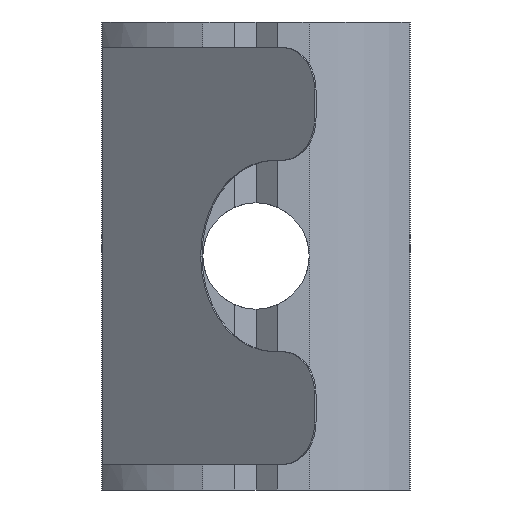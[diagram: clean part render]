
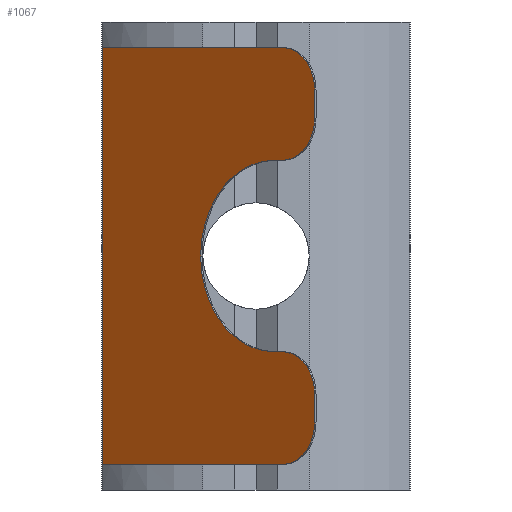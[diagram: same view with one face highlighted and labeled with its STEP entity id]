
A CAD part, front view. The second image highlights one B-rep face of the part: STEP entity #1067.
In plain terms, the highlighted planar face has unit normal (-0.643, -0.766, 0).
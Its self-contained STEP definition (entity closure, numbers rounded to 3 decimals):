
#8 = DIRECTION ( 'NONE',  ( 0., 0., 1. ) ) ;
#13 = CARTESIAN_POINT ( 'NONE',  ( 0.843, -10.249, 0. ) ) ;
#14 = VECTOR ( 'NONE', #767, 1000. ) ;
#32 = ORIENTED_EDGE ( 'NONE', *, *, #1378, .F. ) ;
#60 = VECTOR ( 'NONE', #1192, 1000. ) ;
#91 = EDGE_CURVE ( 'NONE', #567, #368, #1068, .T. ) ;
#98 = CIRCLE ( 'NONE', #313, 4.5 ) ;
#101 = VERTEX_POINT ( 'NONE', #965 ) ;
#118 = EDGE_CURVE ( 'NONE', #620, #1309, #1505, .T. ) ;
#119 = DIRECTION ( 'NONE',  ( 0.766, -0.643, 0. ) ) ;
#130 = DIRECTION ( 'NONE',  ( 0.766, -0.643, 0. ) ) ;
#141 = EDGE_CURVE ( 'NONE', #605, #1224, #192, .T. ) ;
#144 = ORIENTED_EDGE ( 'NONE', *, *, #828, .F. ) ;
#150 = CARTESIAN_POINT ( 'NONE',  ( 1.226, -10.571, -6.5 ) ) ;
#151 = CARTESIAN_POINT ( 'NONE',  ( -7.2, -3.5, -9.8 ) ) ;
#160 = LINE ( 'NONE', #449, #1042 ) ;
#161 = EDGE_LOOP ( 'NONE', ( #859, #874, #601, #1491, #144, #187, #1393, #673, #632, #384, #32, #1379, #694 ) ) ;
#178 = DIRECTION ( 'NONE',  ( -0.766, 0.643, 0. ) ) ;
#187 = ORIENTED_EDGE ( 'NONE', *, *, #1115, .F. ) ;
#192 = CIRCLE ( 'NONE', #1179, 2. ) ;
#207 = VERTEX_POINT ( 'NONE', #1204 ) ;
#213 = VECTOR ( 'NONE', #130, 1000. ) ;
#227 = CARTESIAN_POINT ( 'NONE',  ( -7.2, -3.5, -9.8 ) ) ;
#229 = DIRECTION ( 'NONE',  ( 0.766, -0.643, 0. ) ) ;
#252 = CARTESIAN_POINT ( 'NONE',  ( -2.604, -7.357, 0. ) ) ;
#257 = DIRECTION ( 'NONE',  ( 0.766, -0.643, 0. ) ) ;
#305 = EDGE_CURVE ( 'NONE', #352, #911, #1087, .T. ) ;
#313 = AXIS2_PLACEMENT_3D ( 'NONE', #13, #830, #119 ) ;
#331 = VERTEX_POINT ( 'NONE', #252 ) ;
#347 = CARTESIAN_POINT ( 'NONE',  ( 2.759, -11.856, -9.8 ) ) ;
#352 = VERTEX_POINT ( 'NONE', #875 ) ;
#356 = DIRECTION ( 'NONE',  ( 0., 0., 1. ) ) ;
#368 = VERTEX_POINT ( 'NONE', #1346 ) ;
#384 = ORIENTED_EDGE ( 'NONE', *, *, #1516, .F. ) ;
#408 = CARTESIAN_POINT ( 'NONE',  ( 2.759, -11.856, 7.8 ) ) ;
#414 = CARTESIAN_POINT ( 'NONE',  ( 2.759, -11.856, 6.5 ) ) ;
#445 = CARTESIAN_POINT ( 'NONE',  ( 1.226, -10.571, -4.5 ) ) ;
#449 = CARTESIAN_POINT ( 'NONE',  ( -7.2, -3.5, -9.8 ) ) ;
#453 = DIRECTION ( 'NONE',  ( -0.643, -0.766, 0. ) ) ;
#506 = AXIS2_PLACEMENT_3D ( 'NONE', #151, #630, #1464 ) ;
#526 = EDGE_CURVE ( 'NONE', #1409, #567, #631, .T. ) ;
#562 = VECTOR ( 'NONE', #356, 1000. ) ;
#567 = VERTEX_POINT ( 'NONE', #1245 ) ;
#591 = CARTESIAN_POINT ( 'NONE',  ( 1.226, -10.571, 7.8 ) ) ;
#596 = CARTESIAN_POINT ( 'NONE',  ( 1.226, -10.571, 6.5 ) ) ;
#599 = DIRECTION ( 'NONE',  ( -0.643, -0.766, 0. ) ) ;
#601 = ORIENTED_EDGE ( 'NONE', *, *, #1463, .F. ) ;
#605 = VERTEX_POINT ( 'NONE', #1021 ) ;
#620 = VERTEX_POINT ( 'NONE', #408 ) ;
#630 = DIRECTION ( 'NONE',  ( -0.643, -0.766, 0. ) ) ;
#631 = LINE ( 'NONE', #1369, #14 ) ;
#632 = ORIENTED_EDGE ( 'NONE', *, *, #118, .T. ) ;
#672 = DIRECTION ( 'NONE',  ( 0.766, -0.643, 0. ) ) ;
#673 = ORIENTED_EDGE ( 'NONE', *, *, #1498, .T. ) ;
#678 = LINE ( 'NONE', #347, #60 ) ;
#687 = LINE ( 'NONE', #1078, #1329 ) ;
#694 = ORIENTED_EDGE ( 'NONE', *, *, #91, .T. ) ;
#715 = DIRECTION ( 'NONE',  ( 0.766, -0.643, 0. ) ) ;
#720 = DIRECTION ( 'NONE',  ( 0.766, -0.643, 0. ) ) ;
#725 = CARTESIAN_POINT ( 'NONE',  ( 2.759, -11.856, -9.8 ) ) ;
#763 = AXIS2_PLACEMENT_3D ( 'NONE', #1183, #453, #1303 ) ;
#767 = DIRECTION ( 'NONE',  ( 0.766, -0.643, 0. ) ) ;
#804 = CARTESIAN_POINT ( 'NONE',  ( 1.226, -10.571, 9.8 ) ) ;
#828 = EDGE_CURVE ( 'NONE', #863, #331, #1120, .T. ) ;
#830 = DIRECTION ( 'NONE',  ( -0.643, -0.766, 0. ) ) ;
#859 = ORIENTED_EDGE ( 'NONE', *, *, #1413, .T. ) ;
#863 = VERTEX_POINT ( 'NONE', #1400 ) ;
#874 = ORIENTED_EDGE ( 'NONE', *, *, #305, .T. ) ;
#875 = CARTESIAN_POINT ( 'NONE',  ( 2.759, -11.856, -6.5 ) ) ;
#905 = LINE ( 'NONE', #970, #213 ) ;
#911 = VERTEX_POINT ( 'NONE', #445 ) ;
#965 = CARTESIAN_POINT ( 'NONE',  ( -7.2, -3.5, 9.8 ) ) ;
#970 = CARTESIAN_POINT ( 'NONE',  ( -7.2, -3.5, 9.8 ) ) ;
#989 = DIRECTION ( 'NONE',  ( -0.643, -0.766, 0. ) ) ;
#1021 = CARTESIAN_POINT ( 'NONE',  ( 1.226, -10.571, 4.5 ) ) ;
#1027 = CARTESIAN_POINT ( 'NONE',  ( -7.2, -3.5, 4.5 ) ) ;
#1042 = VECTOR ( 'NONE', #8, 1000. ) ;
#1064 = VECTOR ( 'NONE', #178, 1000. ) ;
#1067 = ADVANCED_FACE ( 'NONE', ( #1304 ), #1233, .T. ) ;
#1068 = CIRCLE ( 'NONE', #1219, 2. ) ;
#1078 = CARTESIAN_POINT ( 'NONE',  ( -7.2, -3.5, -4.5 ) ) ;
#1087 = CIRCLE ( 'NONE', #1105, 2. ) ;
#1105 = AXIS2_PLACEMENT_3D ( 'NONE', #150, #989, #257 ) ;
#1115 = EDGE_CURVE ( 'NONE', #605, #863, #1342, .T. ) ;
#1120 = CIRCLE ( 'NONE', #763, 4.5 ) ;
#1179 = AXIS2_PLACEMENT_3D ( 'NONE', #596, #1436, #720 ) ;
#1183 = CARTESIAN_POINT ( 'NONE',  ( 0.843, -10.249, 0. ) ) ;
#1192 = DIRECTION ( 'NONE',  ( 0., 0., 1. ) ) ;
#1204 = CARTESIAN_POINT ( 'NONE',  ( 0.843, -10.249, -4.5 ) ) ;
#1218 = LINE ( 'NONE', #725, #562 ) ;
#1219 = AXIS2_PLACEMENT_3D ( 'NONE', #1319, #599, #672 ) ;
#1224 = VERTEX_POINT ( 'NONE', #414 ) ;
#1233 = PLANE ( 'NONE',  #506 ) ;
#1245 = CARTESIAN_POINT ( 'NONE',  ( 1.226, -10.571, -9.8 ) ) ;
#1303 = DIRECTION ( 'NONE',  ( 0.766, -0.643, 0. ) ) ;
#1304 = FACE_OUTER_BOUND ( 'NONE', #161, .T. ) ;
#1309 = VERTEX_POINT ( 'NONE', #804 ) ;
#1319 = CARTESIAN_POINT ( 'NONE',  ( 1.226, -10.571, -7.8 ) ) ;
#1329 = VECTOR ( 'NONE', #229, 1000. ) ;
#1342 = LINE ( 'NONE', #1027, #1064 ) ;
#1346 = CARTESIAN_POINT ( 'NONE',  ( 2.759, -11.856, -7.8 ) ) ;
#1352 = AXIS2_PLACEMENT_3D ( 'NONE', #591, #1429, #715 ) ;
#1369 = CARTESIAN_POINT ( 'NONE',  ( -7.2, -3.5, -9.8 ) ) ;
#1378 = EDGE_CURVE ( 'NONE', #1409, #101, #160, .T. ) ;
#1379 = ORIENTED_EDGE ( 'NONE', *, *, #526, .T. ) ;
#1393 = ORIENTED_EDGE ( 'NONE', *, *, #141, .T. ) ;
#1400 = CARTESIAN_POINT ( 'NONE',  ( 0.843, -10.249, 4.5 ) ) ;
#1409 = VERTEX_POINT ( 'NONE', #227 ) ;
#1413 = EDGE_CURVE ( 'NONE', #368, #352, #678, .T. ) ;
#1429 = DIRECTION ( 'NONE',  ( -0.643, -0.766, 0. ) ) ;
#1436 = DIRECTION ( 'NONE',  ( -0.643, -0.766, 0. ) ) ;
#1443 = EDGE_CURVE ( 'NONE', #331, #207, #98, .T. ) ;
#1463 = EDGE_CURVE ( 'NONE', #207, #911, #687, .T. ) ;
#1464 = DIRECTION ( 'NONE',  ( 0.766, -0.643, 0. ) ) ;
#1491 = ORIENTED_EDGE ( 'NONE', *, *, #1443, .F. ) ;
#1498 = EDGE_CURVE ( 'NONE', #1224, #620, #1218, .T. ) ;
#1505 = CIRCLE ( 'NONE', #1352, 2. ) ;
#1516 = EDGE_CURVE ( 'NONE', #101, #1309, #905, .T. ) ;
